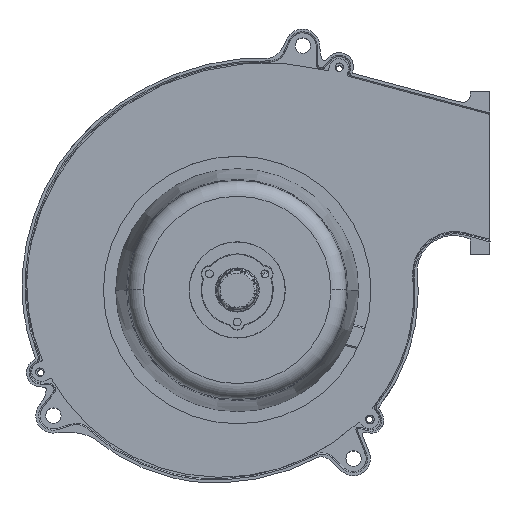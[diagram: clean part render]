
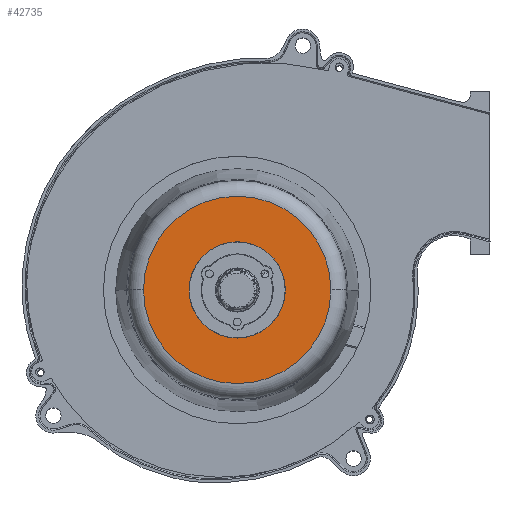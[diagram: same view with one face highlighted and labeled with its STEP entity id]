
A CAD part, top view. The second image highlights one B-rep face of the part: STEP entity #42735.
In plain terms, the highlighted planar face has unit normal (0, 0, 1).
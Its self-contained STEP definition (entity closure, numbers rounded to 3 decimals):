
#1367 = EDGE_CURVE ( 'NONE', #10594, #6576, #2328, .T. ) ;
#2305 = CARTESIAN_POINT ( 'NONE',  ( 38.855, 0., 64.6 ) ) ;
#2328 = CIRCLE ( 'NONE', #52460, 19.963 ) ;
#2399 = VERTEX_POINT ( 'NONE', #2305 ) ;
#3437 = DIRECTION ( 'NONE',  ( -1., 0., 0. ) ) ;
#3852 = DIRECTION ( 'NONE',  ( 0., 0., -1. ) ) ;
#6107 = VERTEX_POINT ( 'NONE', #11262 ) ;
#6576 = VERTEX_POINT ( 'NONE', #14605 ) ;
#7240 = ORIENTED_EDGE ( 'NONE', *, *, #59980, .T. ) ;
#7628 = CIRCLE ( 'NONE', #49493, 19.963 ) ;
#10594 = VERTEX_POINT ( 'NONE', #32449 ) ;
#11077 = DIRECTION ( 'NONE',  ( -1., 0., 0. ) ) ;
#11262 = CARTESIAN_POINT ( 'NONE',  ( -38.855, 0., 64.6 ) ) ;
#12503 = ORIENTED_EDGE ( 'NONE', *, *, #1367, .T. ) ;
#12988 = FACE_OUTER_BOUND ( 'NONE', #36225, .T. ) ;
#14605 = CARTESIAN_POINT ( 'NONE',  ( 19.963, 0., 64.6 ) ) ;
#16670 = CARTESIAN_POINT ( 'NONE',  ( 0., 0., 64.6 ) ) ;
#21414 = DIRECTION ( 'NONE',  ( 1., 0., 0. ) ) ;
#23390 = AXIS2_PLACEMENT_3D ( 'NONE', #54823, #45719, #21414 ) ;
#28005 = FACE_BOUND ( 'NONE', #35835, .T. ) ;
#30677 = DIRECTION ( 'NONE',  ( 0., 0., -1. ) ) ;
#31308 = CARTESIAN_POINT ( 'NONE',  ( 0., 0., 64.6 ) ) ;
#32449 = CARTESIAN_POINT ( 'NONE',  ( -19.963, 0., 64.6 ) ) ;
#34297 = EDGE_CURVE ( 'NONE', #6576, #10594, #7628, .T. ) ;
#34642 = CIRCLE ( 'NONE', #60145, 38.855 ) ;
#34820 = CARTESIAN_POINT ( 'NONE',  ( 0., 0., 64.6 ) ) ;
#35636 = DIRECTION ( 'NONE',  ( 0., 0., 1. ) ) ;
#35835 = EDGE_LOOP ( 'NONE', ( #46117, #12503 ) ) ;
#36225 = EDGE_LOOP ( 'NONE', ( #44847, #7240 ) ) ;
#42735 = ADVANCED_FACE ( 'NONE', ( #12988, #28005 ), #49971, .T. ) ;
#44847 = ORIENTED_EDGE ( 'NONE', *, *, #56605, .T. ) ;
#45240 = DIRECTION ( 'NONE',  ( -1., 0., 0. ) ) ;
#45719 = DIRECTION ( 'NONE',  ( 0., 0., 1. ) ) ;
#46117 = ORIENTED_EDGE ( 'NONE', *, *, #34297, .T. ) ;
#49493 = AXIS2_PLACEMENT_3D ( 'NONE', #31308, #30677, #45240 ) ;
#49971 = PLANE ( 'NONE',  #23390 ) ;
#50716 = DIRECTION ( 'NONE',  ( 0., 0., 1. ) ) ;
#51513 = CARTESIAN_POINT ( 'NONE',  ( 0., 0., 64.6 ) ) ;
#52460 = AXIS2_PLACEMENT_3D ( 'NONE', #51513, #3852, #3437 ) ;
#54090 = CIRCLE ( 'NONE', #62269, 38.855 ) ;
#54823 = CARTESIAN_POINT ( 'NONE',  ( 0., 0., 64.6 ) ) ;
#56605 = EDGE_CURVE ( 'NONE', #2399, #6107, #34642, .T. ) ;
#59980 = EDGE_CURVE ( 'NONE', #6107, #2399, #54090, .T. ) ;
#60145 = AXIS2_PLACEMENT_3D ( 'NONE', #34820, #35636, #11077 ) ;
#60887 = DIRECTION ( 'NONE',  ( -1., 0., 0. ) ) ;
#62269 = AXIS2_PLACEMENT_3D ( 'NONE', #16670, #50716, #60887 ) ;
